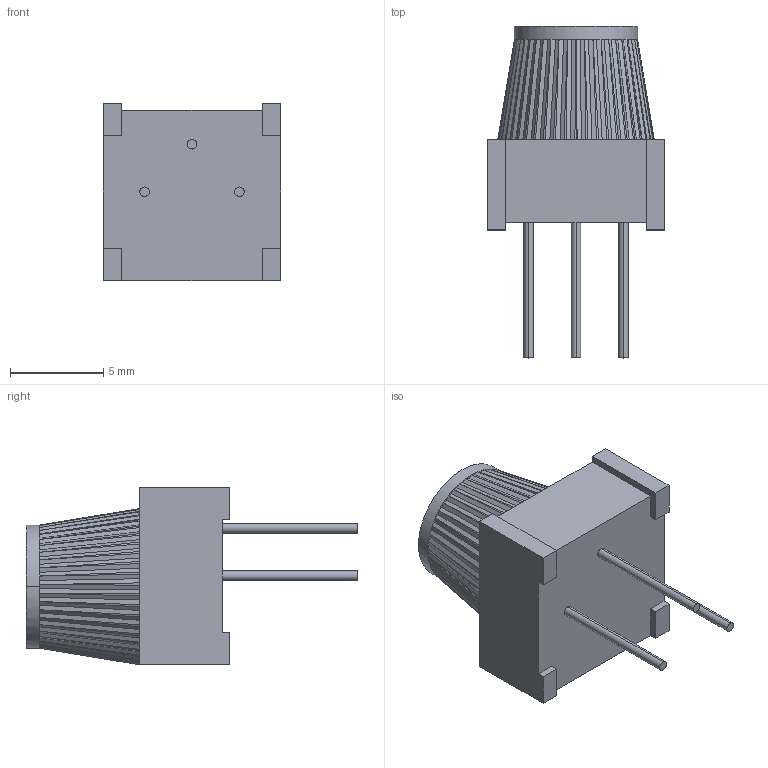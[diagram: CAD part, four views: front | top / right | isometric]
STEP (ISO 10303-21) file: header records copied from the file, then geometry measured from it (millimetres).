
FILE_DESCRIPTION(('CAx-IF Rec.Pracs.---Model Styling and Organization---1.5---2016-08-15','CAx-IF Rec.Pracs.---Geometric and Assembly Validation Properties---4.4---2016-08-17','CAx-IF Rec.Pracs.---User Defined Attributes---1.5---2016-08-15','CAx-IF Rec.Pracs.---External References---2.1---2005-01-19'),'2;1');
FILE_NAME('621714.step','2025-06-12T05:25:32',('Unspecified'),('Unspecified'),'CAD Exchanger 3.10.2 (cadexchanger.com)','Unspecified','');
FILE_SCHEMA(('AUTOMOTIVE_DESIGN { 1 0 10303 214 1 1 1 1 }'));
Length unit declared in the file: millimetre
Products named in the file (1): 3386P-1-103TLF
Bounding box: 9.53 x 17.78 x 9.53 mm (x, y, z)
Volume: 644.6 mm3; surface area: 653.7 mm2
Topology: 5 solids, 5 shells, 228 faces, 561 edges, 344 vertices
Faces by surface type: plane 172, cone 46, cylinder 10
Entity records: 8581 total; most frequent: CARTESIAN_POINT 1404, ORIENTED_EDGE 1122, DIRECTION 1088, EDGE_CURVE 561, AXIS2_PLACEMENT_3D 388, VERTEX_POINT 344, LINE 312, VECTOR 312
